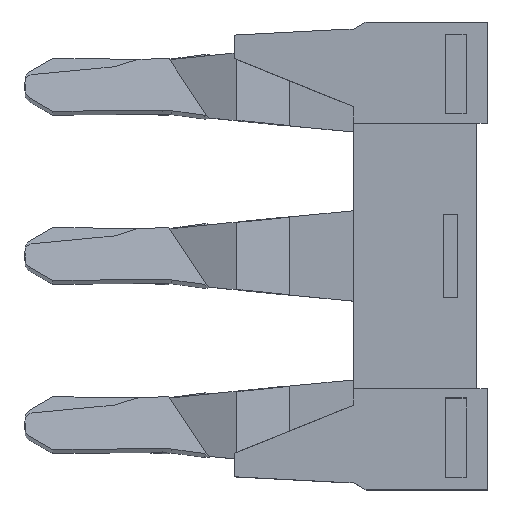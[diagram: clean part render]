
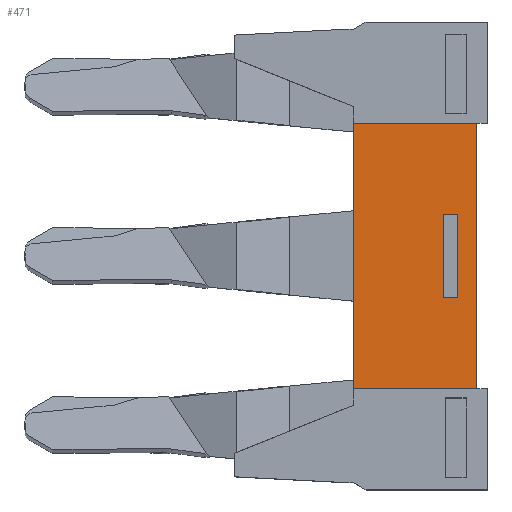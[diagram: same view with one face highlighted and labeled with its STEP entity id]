
A CAD part, top view. The second image highlights one B-rep face of the part: STEP entity #471.
In plain terms, the highlighted planar face has unit normal (0, 0, 1).
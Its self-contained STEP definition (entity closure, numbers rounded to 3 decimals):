
#109=FACE_BOUND('',#1176,.T.);
#110=FACE_BOUND('',#1177,.T.);
#471=ADVANCED_FACE('',(#109,#110),#680,.T.);
#680=PLANE('',#5206);
#1176=EDGE_LOOP('',(#2193,#2194,#2195,#2196));
#1177=EDGE_LOOP('',(#2197,#2198,#2199,#2200));
#2193=ORIENTED_EDGE('',*,*,#3661,.T.);
#2194=ORIENTED_EDGE('',*,*,#3668,.F.);
#2195=ORIENTED_EDGE('',*,*,#3663,.F.);
#2196=ORIENTED_EDGE('',*,*,#3628,.T.);
#2197=ORIENTED_EDGE('',*,*,#3614,.T.);
#2198=ORIENTED_EDGE('',*,*,#3612,.T.);
#2199=ORIENTED_EDGE('',*,*,#3610,.T.);
#2200=ORIENTED_EDGE('',*,*,#3608,.T.);
#3011=VERTEX_POINT('',#8328);
#3012=VERTEX_POINT('',#8330);
#3013=VERTEX_POINT('',#8334);
#3014=VERTEX_POINT('',#8338);
#3023=VERTEX_POINT('',#8369);
#3024=VERTEX_POINT('',#8371);
#3044=VERTEX_POINT('',#8432);
#3045=VERTEX_POINT('',#8438);
#3608=EDGE_CURVE('',#3012,#3011,#4218,.T.);
#3610=EDGE_CURVE('',#3013,#3012,#4220,.T.);
#3612=EDGE_CURVE('',#3014,#3013,#4222,.T.);
#3614=EDGE_CURVE('',#3011,#3014,#4224,.T.);
#3628=EDGE_CURVE('',#3024,#3023,#4238,.T.);
#3661=EDGE_CURVE('',#3023,#3044,#4271,.T.);
#3663=EDGE_CURVE('',#3024,#3045,#4273,.T.);
#3668=EDGE_CURVE('',#3045,#3044,#4278,.T.);
#4218=LINE('',#8329,#4774);
#4220=LINE('',#8333,#4776);
#4222=LINE('',#8337,#4778);
#4224=LINE('',#8341,#4780);
#4238=LINE('',#8370,#4794);
#4271=LINE('',#8433,#4827);
#4273=LINE('',#8437,#4829);
#4278=LINE('',#8447,#4834);
#4774=VECTOR('',#5921,1.);
#4776=VECTOR('',#5925,1.);
#4778=VECTOR('',#5929,1.);
#4780=VECTOR('',#5933,1.);
#4794=VECTOR('',#5959,1.);
#4827=VECTOR('',#6010,1.);
#4829=VECTOR('',#6016,1.);
#4834=VECTOR('',#6023,1.);
#5206=AXIS2_PLACEMENT_3D('',#8448,#6024,#6025);
#5921=DIRECTION('',(-1.,0.,0.));
#5925=DIRECTION('',(0.,-1.,0.));
#5929=DIRECTION('',(1.,0.,0.));
#5933=DIRECTION('',(0.,1.,0.));
#5959=DIRECTION('',(1.,0.,0.));
#6010=DIRECTION('',(0.,1.,0.));
#6016=DIRECTION('',(0.,1.,0.));
#6023=DIRECTION('',(1.,0.,0.));
#6024=DIRECTION('',(0.,0.,1.));
#6025=DIRECTION('',(-1.,0.,0.));
#8328=CARTESIAN_POINT('',(-1.2,-30.35,1.4));
#8329=CARTESIAN_POINT('',(-0.1,-30.35,1.4));
#8330=CARTESIAN_POINT('',(-0.5,-30.35,1.4));
#8333=CARTESIAN_POINT('',(-0.5,-26.35,1.4));
#8334=CARTESIAN_POINT('',(-0.5,-26.35,1.4));
#8337=CARTESIAN_POINT('',(-0.8,-26.35,1.4));
#8338=CARTESIAN_POINT('',(-1.2,-26.35,1.4));
#8341=CARTESIAN_POINT('',(-1.2,-30.35,1.4));
#8369=CARTESIAN_POINT('',(0.4,-34.7,1.4));
#8370=CARTESIAN_POINT('',(0.4,-34.7,1.4));
#8371=CARTESIAN_POINT('',(-5.5,-34.7,1.4));
#8432=CARTESIAN_POINT('',(0.4,-22.,1.4));
#8433=CARTESIAN_POINT('',(0.4,-54.95,1.4));
#8437=CARTESIAN_POINT('',(-5.5,-203.82,1.4));
#8438=CARTESIAN_POINT('',(-5.5,-22.,1.4));
#8447=CARTESIAN_POINT('',(0.4,-22.,1.4));
#8448=CARTESIAN_POINT('',(0.4,-30.52,1.4));
